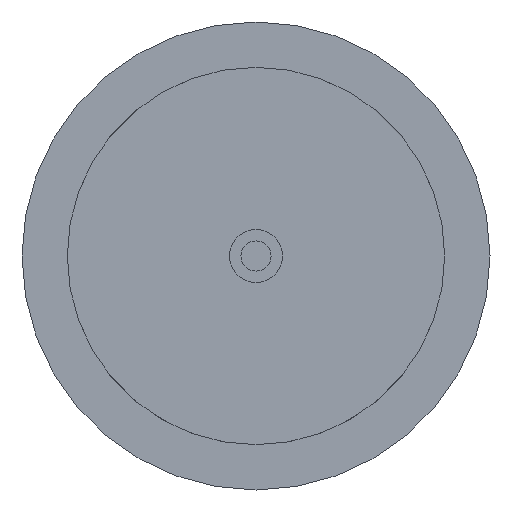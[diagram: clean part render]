
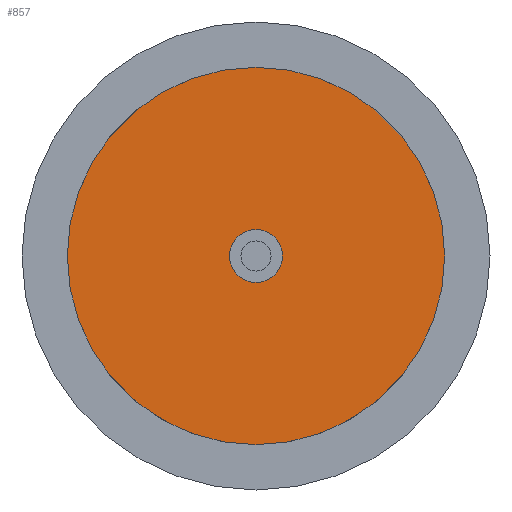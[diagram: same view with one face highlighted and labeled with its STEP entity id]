
A CAD part, front view. The second image highlights one B-rep face of the part: STEP entity #857.
In plain terms, the highlighted planar face has unit normal (0, -1, 0).
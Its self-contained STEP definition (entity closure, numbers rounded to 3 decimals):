
#1 = ORIENTED_EDGE ( 'NONE', *, *, #908, .T. ) ;
#24 = EDGE_LOOP ( 'NONE', ( #803, #1106, #1, #394, #1162, #926, #690, #212 ) ) ;
#30 = CIRCLE ( 'NONE', #1207, 25. ) ;
#66 = EDGE_CURVE ( 'NONE', #1231, #102, #340, .T. ) ;
#83 = CIRCLE ( 'NONE', #252, 25. ) ;
#102 = VERTEX_POINT ( 'NONE', #1096 ) ;
#130 = DIRECTION ( 'NONE',  ( 0., -1., 0. ) ) ;
#135 = ORIENTED_EDGE ( 'NONE', *, *, #185, .F. ) ;
#143 = EDGE_LOOP ( 'NONE', ( #1259, #135 ) ) ;
#153 = EDGE_CURVE ( 'NONE', #1231, #772, #83, .T. ) ;
#164 = DIRECTION ( 'NONE',  ( 0., -1., 0. ) ) ;
#179 = DIRECTION ( 'NONE',  ( 0., 0., 1. ) ) ;
#185 = EDGE_CURVE ( 'NONE', #262, #659, #996, .T. ) ;
#187 = CARTESIAN_POINT ( 'NONE',  ( 0., 7.7, 0. ) ) ;
#190 = AXIS2_PLACEMENT_3D ( 'NONE', #1199, #1173, #1183 ) ;
#196 = AXIS2_PLACEMENT_3D ( 'NONE', #395, #1252, #179 ) ;
#212 = ORIENTED_EDGE ( 'NONE', *, *, #662, .T. ) ;
#218 = AXIS2_PLACEMENT_3D ( 'NONE', #187, #164, #974 ) ;
#247 = CARTESIAN_POINT ( 'NONE',  ( 0., 7.7, -3.5 ) ) ;
#252 = AXIS2_PLACEMENT_3D ( 'NONE', #802, #1191, #310 ) ;
#262 = VERTEX_POINT ( 'NONE', #247 ) ;
#266 = EDGE_CURVE ( 'NONE', #710, #1094, #562, .T. ) ;
#267 = FACE_BOUND ( 'NONE', #143, .T. ) ;
#299 = CARTESIAN_POINT ( 'NONE',  ( 0., 7.7, -25. ) ) ;
#300 = AXIS2_PLACEMENT_3D ( 'NONE', #1033, #546, #1047 ) ;
#303 = EDGE_CURVE ( 'NONE', #993, #808, #343, .T. ) ;
#310 = DIRECTION ( 'NONE',  ( 0., 0., 1. ) ) ;
#323 = CIRCLE ( 'NONE', #668, 25. ) ;
#340 = CIRCLE ( 'NONE', #190, 25. ) ;
#341 = DIRECTION ( 'NONE',  ( 0., 0., 1. ) ) ;
#343 = CIRCLE ( 'NONE', #1226, 25. ) ;
#346 = CARTESIAN_POINT ( 'NONE',  ( 0., 7.7, 0. ) ) ;
#377 = EDGE_CURVE ( 'NONE', #808, #483, #323, .T. ) ;
#394 = ORIENTED_EDGE ( 'NONE', *, *, #266, .F. ) ;
#395 = CARTESIAN_POINT ( 'NONE',  ( 0., 7.7, 0. ) ) ;
#404 = CARTESIAN_POINT ( 'NONE',  ( 15.429, 7.7, 19.671 ) ) ;
#420 = DIRECTION ( 'NONE',  ( 0., -1., 0. ) ) ;
#428 = EDGE_CURVE ( 'NONE', #710, #483, #30, .T. ) ;
#483 = VERTEX_POINT ( 'NONE', #1022 ) ;
#496 = CARTESIAN_POINT ( 'NONE',  ( 0., 7.7, 0. ) ) ;
#504 = AXIS2_PLACEMENT_3D ( 'NONE', #346, #929, #1229 ) ;
#546 = DIRECTION ( 'NONE',  ( 0., 1., 0. ) ) ;
#562 = CIRCLE ( 'NONE', #300, 25. ) ;
#603 = CARTESIAN_POINT ( 'NONE',  ( 0., 7.7, 25. ) ) ;
#659 = VERTEX_POINT ( 'NONE', #960 ) ;
#662 = EDGE_CURVE ( 'NONE', #993, #102, #1158, .T. ) ;
#668 = AXIS2_PLACEMENT_3D ( 'NONE', #723, #805, #1089 ) ;
#690 = ORIENTED_EDGE ( 'NONE', *, *, #303, .F. ) ;
#710 = VERTEX_POINT ( 'NONE', #851 ) ;
#723 = CARTESIAN_POINT ( 'NONE',  ( 0., 7.7, 0. ) ) ;
#764 = FACE_OUTER_BOUND ( 'NONE', #24, .T. ) ;
#770 = CARTESIAN_POINT ( 'NONE',  ( 0., 7.7, 0. ) ) ;
#772 = VERTEX_POINT ( 'NONE', #603 ) ;
#773 = CIRCLE ( 'NONE', #218, 25. ) ;
#802 = CARTESIAN_POINT ( 'NONE',  ( 0., 7.7, 0. ) ) ;
#803 = ORIENTED_EDGE ( 'NONE', *, *, #66, .F. ) ;
#805 = DIRECTION ( 'NONE',  ( 0., 1., 0. ) ) ;
#808 = VERTEX_POINT ( 'NONE', #299 ) ;
#851 = CARTESIAN_POINT ( 'NONE',  ( -19.671, 7.7, 15.429 ) ) ;
#857 = ADVANCED_FACE ( 'NONE', ( #267, #764 ), #1063, .F. ) ;
#879 = DIRECTION ( 'NONE',  ( 0., -1., 0. ) ) ;
#893 = DIRECTION ( 'NONE',  ( 0., 0., 1. ) ) ;
#898 = AXIS2_PLACEMENT_3D ( 'NONE', #770, #879, #1171 ) ;
#908 = EDGE_CURVE ( 'NONE', #772, #1094, #773, .T. ) ;
#911 = DIRECTION ( 'NONE',  ( 0., 1., 0. ) ) ;
#926 = ORIENTED_EDGE ( 'NONE', *, *, #377, .F. ) ;
#929 = DIRECTION ( 'NONE',  ( 0., -1., 0. ) ) ;
#960 = CARTESIAN_POINT ( 'NONE',  ( 0., 7.7, 3.5 ) ) ;
#974 = DIRECTION ( 'NONE',  ( 0., 0., 1. ) ) ;
#993 = VERTEX_POINT ( 'NONE', #1122 ) ;
#996 = CIRCLE ( 'NONE', #1265, 3.5 ) ;
#1022 = CARTESIAN_POINT ( 'NONE',  ( -19.671, 7.7, -15.429 ) ) ;
#1033 = CARTESIAN_POINT ( 'NONE',  ( 0., 7.7, 0. ) ) ;
#1047 = DIRECTION ( 'NONE',  ( 0., 0., 1. ) ) ;
#1063 = PLANE ( 'NONE',  #196 ) ;
#1067 = CARTESIAN_POINT ( 'NONE',  ( -15.429, 7.7, 19.671 ) ) ;
#1075 = EDGE_CURVE ( 'NONE', #659, #262, #1228, .T. ) ;
#1089 = DIRECTION ( 'NONE',  ( 0., 0., 1. ) ) ;
#1094 = VERTEX_POINT ( 'NONE', #1067 ) ;
#1096 = CARTESIAN_POINT ( 'NONE',  ( 19.671, 7.7, 15.429 ) ) ;
#1106 = ORIENTED_EDGE ( 'NONE', *, *, #153, .T. ) ;
#1113 = CARTESIAN_POINT ( 'NONE',  ( 0., 7.7, 0. ) ) ;
#1122 = CARTESIAN_POINT ( 'NONE',  ( 19.671, 7.7, -15.429 ) ) ;
#1158 = CIRCLE ( 'NONE', #898, 25. ) ;
#1162 = ORIENTED_EDGE ( 'NONE', *, *, #428, .T. ) ;
#1171 = DIRECTION ( 'NONE',  ( 0., 0., 1. ) ) ;
#1173 = DIRECTION ( 'NONE',  ( 0., 1., 0. ) ) ;
#1183 = DIRECTION ( 'NONE',  ( 0., 0., 1. ) ) ;
#1191 = DIRECTION ( 'NONE',  ( 0., -1., 0. ) ) ;
#1196 = CARTESIAN_POINT ( 'NONE',  ( 0., 7.7, 0. ) ) ;
#1199 = CARTESIAN_POINT ( 'NONE',  ( 0., 7.7, 0. ) ) ;
#1204 = DIRECTION ( 'NONE',  ( 0., 0., 1. ) ) ;
#1207 = AXIS2_PLACEMENT_3D ( 'NONE', #496, #420, #893 ) ;
#1226 = AXIS2_PLACEMENT_3D ( 'NONE', #1196, #911, #1204 ) ;
#1228 = CIRCLE ( 'NONE', #504, 3.5 ) ;
#1229 = DIRECTION ( 'NONE',  ( 0., 0., 1. ) ) ;
#1231 = VERTEX_POINT ( 'NONE', #404 ) ;
#1252 = DIRECTION ( 'NONE',  ( 0., 1., 0. ) ) ;
#1259 = ORIENTED_EDGE ( 'NONE', *, *, #1075, .F. ) ;
#1265 = AXIS2_PLACEMENT_3D ( 'NONE', #1113, #130, #341 ) ;
